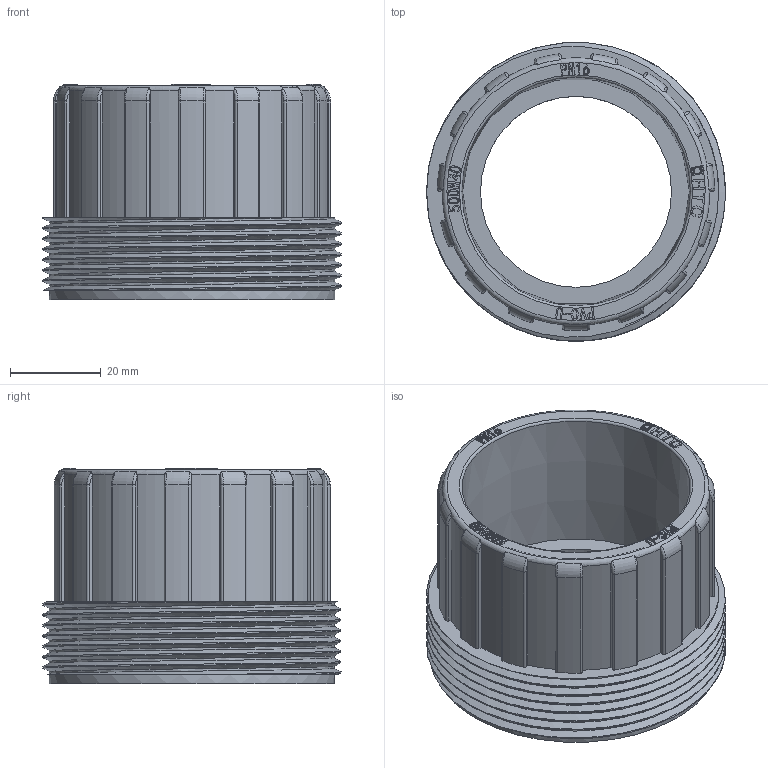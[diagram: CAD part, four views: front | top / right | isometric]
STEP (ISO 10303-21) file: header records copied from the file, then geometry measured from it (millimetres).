
FILE_DESCRIPTION(/* description */ (''),/* implementation_level */ '2;1');
FILE_NAME(/* name */ 'AF0600.SKM.050.step',/* time_stamp */ '2026-01-07T08:19:54+01:00',/* author */ (''),/* organization */ (''),/* preprocessor_version */ 'ST-DEVELOPER v20.1',/* originating_system */ 'Autodesk Translation Framework v14.21.0.0',/* authorisation */ '');
FILE_SCHEMA (('AUTOMOTIVE_DESIGN { 1 0 10303 214 3 1 1 }'));
Length unit declared in the file: millimetre
Products named in the file (1): 2026-01-07-06-16-05-830
Bounding box: 65.71 x 65.64 x 47.3 mm (x, y, z)
Volume: 52689.2 mm3; surface area: 26117.8 mm2
Topology: 1 solids, 1 shells, 976 faces, 2795 edges, 1851 vertices
Faces by surface type: plane 830, cylinder 85, bspline 41, torus 19, cone 1
Full cylindrical faces by diameter (mm): 1.377 x1, 1.836 x1, 42 x1, 48 x1, 58 x1, 62.752 x7, 65.71 x6
Entity records: 36334 total; most frequent: CARTESIAN_POINT 11115, ORIENTED_EDGE 5582, DIRECTION 4660, EDGE_CURVE 2791, LINE 2446, VECTOR 2446, VERTEX_POINT 1849, AXIS2_PLACEMENT_3D 1107
